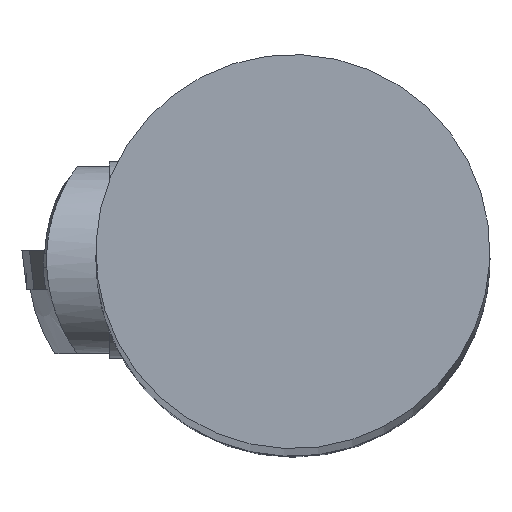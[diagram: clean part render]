
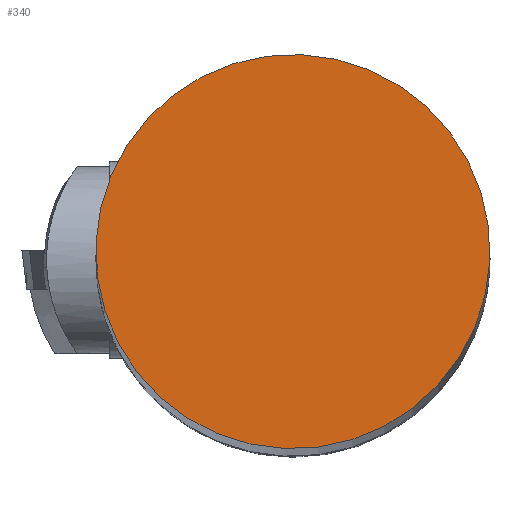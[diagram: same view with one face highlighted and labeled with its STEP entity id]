
A CAD part, top view. The second image highlights one B-rep face of the part: STEP entity #340.
In plain terms, the highlighted planar face has unit normal (0, 0, 1).
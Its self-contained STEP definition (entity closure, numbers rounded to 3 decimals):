
#282=EDGE_CURVE('240[2]',#841,#841,#842,.T.);
#340=ADVANCED_FACE('240[2]',(#940),#941,.F.);
#841=VERTEX_POINT('',#1594);
#842=CIRCLE('',#1595,8.0);
#940=FACE_OUTER_BOUND('',#1733,.T.);
#941=PLANE('',#1734);
#1594=CARTESIAN_POINT('',(-6.353,-4.861,203.8));
#1595=AXIS2_PLACEMENT_3D('',#2939,#2940,#2941);
#1733=EDGE_LOOP('',(#3027));
#1734=AXIS2_PLACEMENT_3D('',#3028,#3029,#3030);
#2939=CARTESIAN_POINT('',(0.,0.,203.8));
#2940=DIRECTION('',(0.0,0.0,-1.0));
#2941=DIRECTION('',(0.794,0.608,0.0));
#3027=ORIENTED_EDGE('',*,*,#282,.F.);
#3028=CARTESIAN_POINT('',(0.,0.,203.8));
#3029=DIRECTION('',(0.0,0.0,-1.0));
#3030=DIRECTION('',(0.0,-1.0,0.0));
